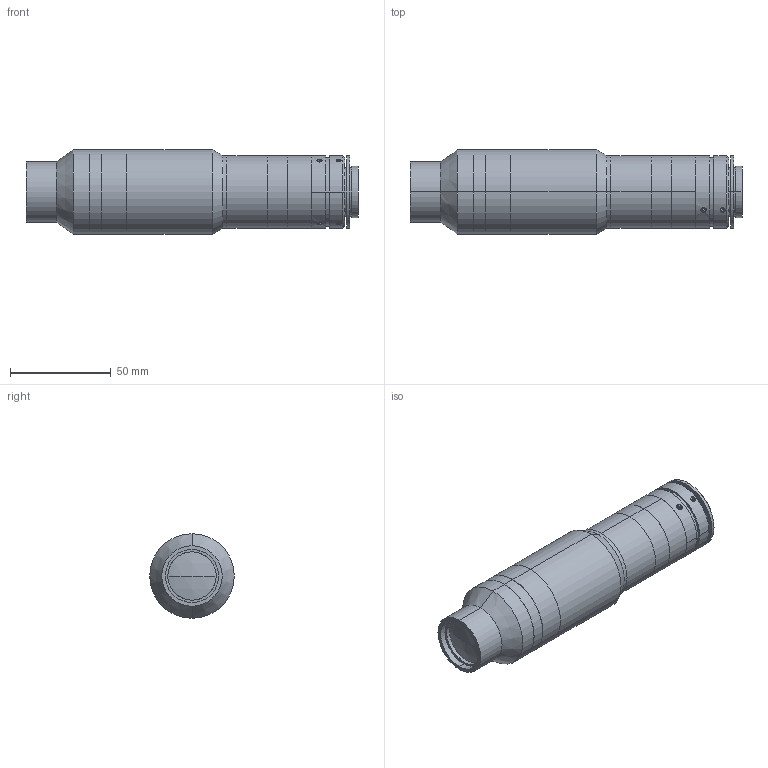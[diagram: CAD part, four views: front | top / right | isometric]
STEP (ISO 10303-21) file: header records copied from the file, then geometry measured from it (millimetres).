
FILE_DESCRIPTION (( 'STEP AP203' ), '1' );
FILE_NAME ('XF-MH045X272.STEP', '2024-08-05T10:27:19', ( '' ), ( '' ), 'SwSTEP 2.0', 'SolidWorks 2022', '' );
FILE_SCHEMA (( 'CONFIG_CONTROL_DESIGN' ));
Length unit declared in the file: millimetre
Products named in the file (1): XF-MH045X272
Bounding box: 164.95 x 42 x 42 mm (x, y, z)
Surface area: 25746.6 mm2 (no closed solid volume)
Topology: 0 solids, 24 shells, 135 faces, 364 edges, 248 vertices
Faces by surface type: plane 65, cylinder 46, cone 22, sphere 2
Entity records: 4554 total; most frequent: CARTESIAN_POINT 1082, DIRECTION 758, ORIENTED_EDGE 580, EDGE_CURVE 356, AXIS2_PLACEMENT_3D 284, VERTEX_POINT 248, LINE 190, VECTOR 190
